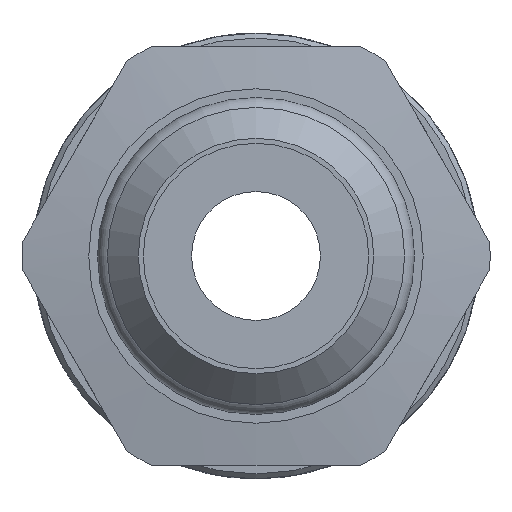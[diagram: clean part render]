
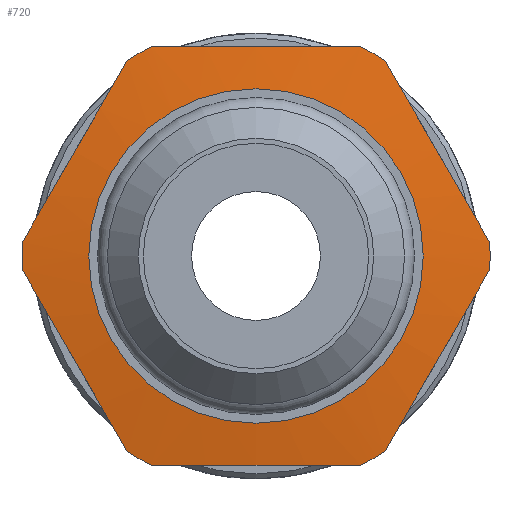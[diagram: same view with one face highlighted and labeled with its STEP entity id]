
A CAD part, front view. The second image highlights one B-rep face of the part: STEP entity #720.
In plain terms, the highlighted conical face has half-angle 82 degrees and reference radius 6.75 mm.
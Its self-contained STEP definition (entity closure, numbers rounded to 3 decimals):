
#41=(
BOUNDED_CURVE()
B_SPLINE_CURVE(2,(#1298,#1299,#1300),.UNSPECIFIED.,.F.,.F.)
B_SPLINE_CURVE_WITH_KNOTS((3,3),(2.285,4.293),
 .UNSPECIFIED.)
CURVE()
GEOMETRIC_REPRESENTATION_ITEM()
RATIONAL_B_SPLINE_CURVE((2.359,2.638,2.359))
REPRESENTATION_ITEM('')
);
#42=(
BOUNDED_CURVE()
B_SPLINE_CURVE(2,(#1304,#1305,#1306),.UNSPECIFIED.,.F.,.F.)
B_SPLINE_CURVE_WITH_KNOTS((3,3),(-4.294,-2.286),
 .UNSPECIFIED.)
CURVE()
GEOMETRIC_REPRESENTATION_ITEM()
RATIONAL_B_SPLINE_CURVE((2.359,2.638,2.359))
REPRESENTATION_ITEM('')
);
#43=(
BOUNDED_CURVE()
B_SPLINE_CURVE(2,(#1310,#1311,#1312),.UNSPECIFIED.,.F.,.F.)
B_SPLINE_CURVE_WITH_KNOTS((3,3),(-4.294,-2.286),
 .UNSPECIFIED.)
CURVE()
GEOMETRIC_REPRESENTATION_ITEM()
RATIONAL_B_SPLINE_CURVE((2.359,2.638,2.359))
REPRESENTATION_ITEM('')
);
#44=(
BOUNDED_CURVE()
B_SPLINE_CURVE(2,(#1316,#1317,#1318),.UNSPECIFIED.,.F.,.F.)
B_SPLINE_CURVE_WITH_KNOTS((3,3),(-4.293,-2.285),
 .UNSPECIFIED.)
CURVE()
GEOMETRIC_REPRESENTATION_ITEM()
RATIONAL_B_SPLINE_CURVE((2.359,2.638,2.359))
REPRESENTATION_ITEM('')
);
#45=(
BOUNDED_CURVE()
B_SPLINE_CURVE(2,(#1322,#1323,#1324),.UNSPECIFIED.,.F.,.F.)
B_SPLINE_CURVE_WITH_KNOTS((3,3),(2.286,4.294),
 .UNSPECIFIED.)
CURVE()
GEOMETRIC_REPRESENTATION_ITEM()
RATIONAL_B_SPLINE_CURVE((2.359,2.638,2.359))
REPRESENTATION_ITEM('')
);
#46=(
BOUNDED_CURVE()
B_SPLINE_CURVE(2,(#1328,#1329,#1330),.UNSPECIFIED.,.F.,.F.)
B_SPLINE_CURVE_WITH_KNOTS((3,3),(2.286,4.294),
 .UNSPECIFIED.)
CURVE()
GEOMETRIC_REPRESENTATION_ITEM()
RATIONAL_B_SPLINE_CURVE((2.359,2.638,2.359))
REPRESENTATION_ITEM('')
);
#62=CONICAL_SURFACE('',#801,6.75,1.431);
#154=FACE_BOUND('',#234,.T.);
#176=FACE_OUTER_BOUND('',#233,.T.);
#233=EDGE_LOOP('',(#533));
#234=EDGE_LOOP('',(#534,#535,#536,#537,#538,#539,#540,#541,#542,#543,#544,
#545));
#300=CIRCLE('',#802,6.75);
#301=CIRCLE('',#803,9.45);
#302=CIRCLE('',#804,9.45);
#303=CIRCLE('',#805,9.45);
#304=CIRCLE('',#806,9.45);
#305=CIRCLE('',#807,9.45);
#306=CIRCLE('',#808,9.45);
#356=VERTEX_POINT('',#1294);
#357=VERTEX_POINT('',#1296);
#358=VERTEX_POINT('',#1297);
#359=VERTEX_POINT('',#1301);
#360=VERTEX_POINT('',#1303);
#361=VERTEX_POINT('',#1307);
#362=VERTEX_POINT('',#1309);
#363=VERTEX_POINT('',#1313);
#364=VERTEX_POINT('',#1315);
#365=VERTEX_POINT('',#1319);
#366=VERTEX_POINT('',#1321);
#367=VERTEX_POINT('',#1325);
#368=VERTEX_POINT('',#1327);
#430=EDGE_CURVE('',#356,#356,#300,.T.);
#431=EDGE_CURVE('',#357,#358,#41,.F.);
#432=EDGE_CURVE('',#358,#359,#301,.T.);
#433=EDGE_CURVE('',#359,#360,#42,.T.);
#434=EDGE_CURVE('',#360,#361,#302,.T.);
#435=EDGE_CURVE('',#361,#362,#43,.T.);
#436=EDGE_CURVE('',#362,#363,#303,.T.);
#437=EDGE_CURVE('',#363,#364,#44,.T.);
#438=EDGE_CURVE('',#364,#365,#304,.T.);
#439=EDGE_CURVE('',#365,#366,#45,.T.);
#440=EDGE_CURVE('',#366,#367,#305,.T.);
#441=EDGE_CURVE('',#367,#368,#46,.T.);
#442=EDGE_CURVE('',#368,#357,#306,.T.);
#533=ORIENTED_EDGE('',*,*,#430,.F.);
#534=ORIENTED_EDGE('',*,*,#431,.T.);
#535=ORIENTED_EDGE('',*,*,#432,.T.);
#536=ORIENTED_EDGE('',*,*,#433,.T.);
#537=ORIENTED_EDGE('',*,*,#434,.T.);
#538=ORIENTED_EDGE('',*,*,#435,.T.);
#539=ORIENTED_EDGE('',*,*,#436,.T.);
#540=ORIENTED_EDGE('',*,*,#437,.T.);
#541=ORIENTED_EDGE('',*,*,#438,.T.);
#542=ORIENTED_EDGE('',*,*,#439,.T.);
#543=ORIENTED_EDGE('',*,*,#440,.T.);
#544=ORIENTED_EDGE('',*,*,#441,.T.);
#545=ORIENTED_EDGE('',*,*,#442,.T.);
#720=ADVANCED_FACE('',(#176,#154),#62,.T.);
#801=AXIS2_PLACEMENT_3D('',#1293,#943,#944);
#802=AXIS2_PLACEMENT_3D('',#1295,#945,#946);
#803=AXIS2_PLACEMENT_3D('',#1302,#947,#948);
#804=AXIS2_PLACEMENT_3D('',#1308,#949,#950);
#805=AXIS2_PLACEMENT_3D('',#1314,#951,#952);
#806=AXIS2_PLACEMENT_3D('',#1320,#953,#954);
#807=AXIS2_PLACEMENT_3D('',#1326,#955,#956);
#808=AXIS2_PLACEMENT_3D('',#1331,#957,#958);
#943=DIRECTION('center_axis',(0.,1.,0.));
#944=DIRECTION('ref_axis',(0.,0.,1.));
#945=DIRECTION('center_axis',(0.,-1.,0.));
#946=DIRECTION('ref_axis',(0.,0.,-1.));
#947=DIRECTION('center_axis',(0.,-1.,0.));
#948=DIRECTION('ref_axis',(0.,0.,-1.));
#949=DIRECTION('center_axis',(0.,-1.,0.));
#950=DIRECTION('ref_axis',(0.,0.,-1.));
#951=DIRECTION('center_axis',(0.,-1.,0.));
#952=DIRECTION('ref_axis',(0.,0.,-1.));
#953=DIRECTION('center_axis',(0.,-1.,0.));
#954=DIRECTION('ref_axis',(0.,0.,-1.));
#955=DIRECTION('center_axis',(0.,-1.,0.));
#956=DIRECTION('ref_axis',(0.,0.,-1.));
#957=DIRECTION('center_axis',(0.,-1.,0.));
#958=DIRECTION('ref_axis',(0.,0.,-1.));
#1293=CARTESIAN_POINT('Origin',(0.,6.5,0.));
#1294=CARTESIAN_POINT('',(0.,6.5,6.75));
#1295=CARTESIAN_POINT('Origin',(0.,6.5,0.));
#1296=CARTESIAN_POINT('',(4.231,6.879,8.45));
#1297=CARTESIAN_POINT('',(-4.231,6.879,8.45));
#1298=CARTESIAN_POINT('Ctrl Pts',(-4.231,6.879,8.45));
#1299=CARTESIAN_POINT('Ctrl Pts',(0.,6.613,
8.45));
#1300=CARTESIAN_POINT('Ctrl Pts',(4.231,6.879,8.45));
#1301=CARTESIAN_POINT('',(-5.202,6.879,7.889));
#1302=CARTESIAN_POINT('Origin',(0.,6.879,0.));
#1303=CARTESIAN_POINT('',(-9.433,6.879,0.561));
#1304=CARTESIAN_POINT('Ctrl Pts',(-5.202,6.879,7.889));
#1305=CARTESIAN_POINT('Ctrl Pts',(-7.318,6.613,4.225));
#1306=CARTESIAN_POINT('Ctrl Pts',(-9.433,6.879,0.561));
#1307=CARTESIAN_POINT('',(-9.433,6.879,-0.561));
#1308=CARTESIAN_POINT('Origin',(0.,6.879,0.));
#1309=CARTESIAN_POINT('',(-5.202,6.879,-7.889));
#1310=CARTESIAN_POINT('Ctrl Pts',(-9.433,6.879,-0.561));
#1311=CARTESIAN_POINT('Ctrl Pts',(-7.318,6.613,-4.225));
#1312=CARTESIAN_POINT('Ctrl Pts',(-5.202,6.879,-7.889));
#1313=CARTESIAN_POINT('',(-4.231,6.879,-8.45));
#1314=CARTESIAN_POINT('Origin',(0.,6.879,0.));
#1315=CARTESIAN_POINT('',(4.231,6.879,-8.45));
#1316=CARTESIAN_POINT('Ctrl Pts',(-4.231,6.879,-8.45));
#1317=CARTESIAN_POINT('Ctrl Pts',(0.,6.613,
-8.45));
#1318=CARTESIAN_POINT('Ctrl Pts',(4.231,6.879,-8.45));
#1319=CARTESIAN_POINT('',(5.202,6.879,-7.889));
#1320=CARTESIAN_POINT('Origin',(0.,6.879,0.));
#1321=CARTESIAN_POINT('',(9.433,6.879,-0.561));
#1322=CARTESIAN_POINT('Ctrl Pts',(5.202,6.879,-7.889));
#1323=CARTESIAN_POINT('Ctrl Pts',(7.318,6.613,-4.225));
#1324=CARTESIAN_POINT('Ctrl Pts',(9.433,6.879,-0.561));
#1325=CARTESIAN_POINT('',(9.433,6.879,0.561));
#1326=CARTESIAN_POINT('Origin',(0.,6.879,0.));
#1327=CARTESIAN_POINT('',(5.202,6.879,7.889));
#1328=CARTESIAN_POINT('Ctrl Pts',(9.433,6.879,0.561));
#1329=CARTESIAN_POINT('Ctrl Pts',(7.318,6.613,4.225));
#1330=CARTESIAN_POINT('Ctrl Pts',(5.202,6.879,7.889));
#1331=CARTESIAN_POINT('Origin',(0.,6.879,0.));
